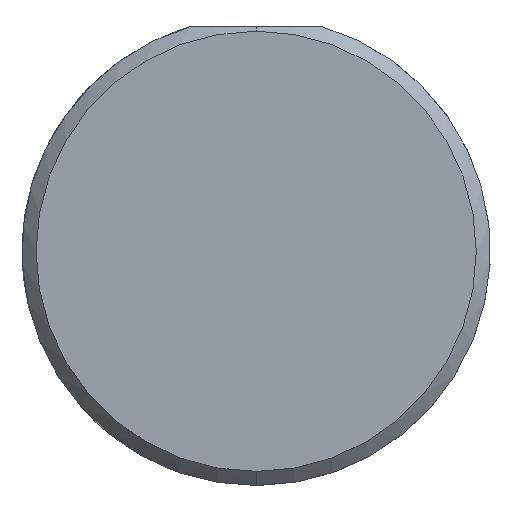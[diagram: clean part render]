
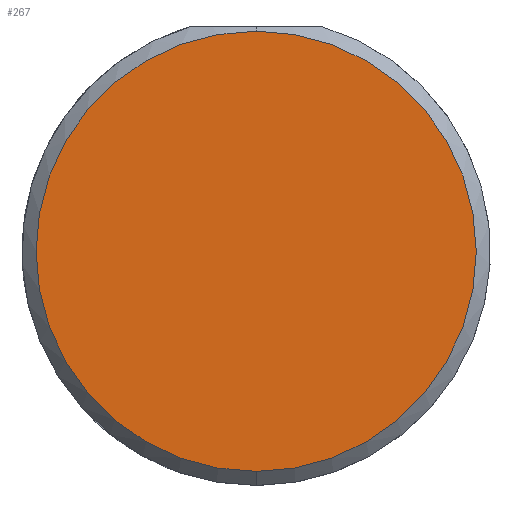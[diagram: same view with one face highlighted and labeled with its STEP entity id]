
A CAD part, left-side view. The second image highlights one B-rep face of the part: STEP entity #267.
In plain terms, the highlighted planar face has unit normal (-1, 0, 0).
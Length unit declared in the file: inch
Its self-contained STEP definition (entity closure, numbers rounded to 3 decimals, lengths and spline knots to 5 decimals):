
#1 = AXIS2_PLACEMENT_3D ( 'NONE', #446, #450, #163 ) ;
#29 = CIRCLE ( 'NONE', #1, 0.23485 ) ;
#43 = CARTESIAN_POINT ( 'NONE',  ( 0., 0., 0.23485 ) ) ;
#61 = CARTESIAN_POINT ( 'NONE',  ( 0., 0., 0. ) ) ;
#68 = ORIENTED_EDGE ( 'NONE', *, *, #243, .T. ) ;
#117 = CARTESIAN_POINT ( 'NONE',  ( 0., 0., 0. ) ) ;
#161 = AXIS2_PLACEMENT_3D ( 'NONE', #61, #628, #180 ) ;
#163 = DIRECTION ( 'NONE',  ( 0., 0., 1. ) ) ;
#180 = DIRECTION ( 'NONE',  ( 0., 0., -1. ) ) ;
#220 = CIRCLE ( 'NONE', #752, 0.23485 ) ;
#243 = EDGE_CURVE ( 'NONE', #461, #321, #220, .T. ) ;
#267 = ADVANCED_FACE ( 'NONE', ( #403 ), #396, .F. ) ;
#296 = EDGE_CURVE ( 'NONE', #321, #461, #29, .T. ) ;
#321 = VERTEX_POINT ( 'NONE', #758 ) ;
#393 = DIRECTION ( 'NONE',  ( -1., 0., 0. ) ) ;
#396 = PLANE ( 'NONE',  #161 ) ;
#403 = FACE_OUTER_BOUND ( 'NONE', #404, .T. ) ;
#404 = EDGE_LOOP ( 'NONE', ( #691, #68 ) ) ;
#446 = CARTESIAN_POINT ( 'NONE',  ( 0., 0., 0. ) ) ;
#450 = DIRECTION ( 'NONE',  ( -1., 0., 0. ) ) ;
#461 = VERTEX_POINT ( 'NONE', #43 ) ;
#628 = DIRECTION ( 'NONE',  ( 1., 0., 0. ) ) ;
#687 = DIRECTION ( 'NONE',  ( 0., 0., 1. ) ) ;
#691 = ORIENTED_EDGE ( 'NONE', *, *, #296, .T. ) ;
#752 = AXIS2_PLACEMENT_3D ( 'NONE', #117, #393, #687 ) ;
#758 = CARTESIAN_POINT ( 'NONE',  ( 0., 0., -0.23485 ) ) ;
